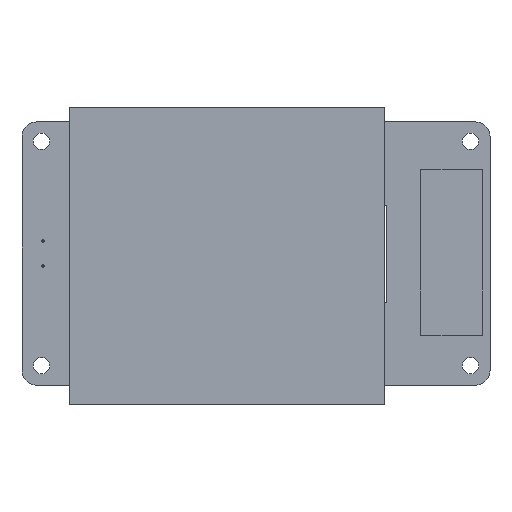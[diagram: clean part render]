
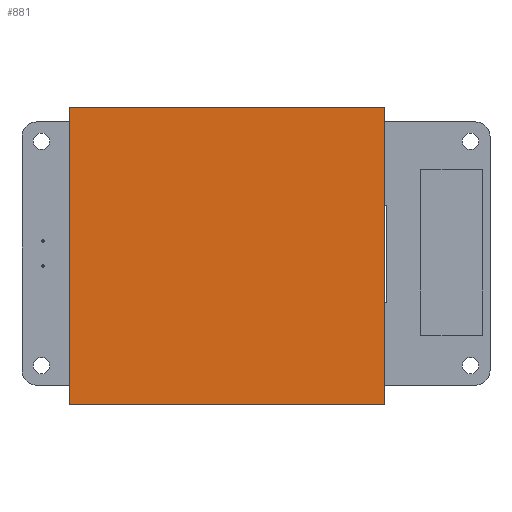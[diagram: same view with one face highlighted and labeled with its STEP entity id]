
A CAD part, top view. The second image highlights one B-rep face of the part: STEP entity #881.
In plain terms, the highlighted planar face has unit normal (0, 0, 1).
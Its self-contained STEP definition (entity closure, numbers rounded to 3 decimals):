
#86=PLANE('',#995);
#130=FACE_OUTER_BOUND('',#196,.T.);
#196=EDGE_LOOP('',(#808,#809,#810,#811));
#274=LINE('',#1469,#360);
#277=LINE('',#1475,#363);
#280=LINE('',#1481,#366);
#283=LINE('',#1485,#369);
#360=VECTOR('',#1221,10.);
#363=VECTOR('',#1226,10.);
#366=VECTOR('',#1231,10.);
#369=VECTOR('',#1236,10.);
#468=VERTEX_POINT('',#1466);
#469=VERTEX_POINT('',#1468);
#471=VERTEX_POINT('',#1474);
#473=VERTEX_POINT('',#1480);
#578=EDGE_CURVE('',#469,#468,#274,.T.);
#581=EDGE_CURVE('',#471,#469,#277,.T.);
#584=EDGE_CURVE('',#473,#471,#280,.T.);
#587=EDGE_CURVE('',#468,#473,#283,.T.);
#808=ORIENTED_EDGE('',*,*,#587,.T.);
#809=ORIENTED_EDGE('',*,*,#584,.T.);
#810=ORIENTED_EDGE('',*,*,#581,.T.);
#811=ORIENTED_EDGE('',*,*,#578,.T.);
#881=ADVANCED_FACE('',(#130),#86,.T.);
#995=AXIS2_PLACEMENT_3D('',#1486,#1237,#1238);
#1221=DIRECTION('',(-1.,0.,0.));
#1226=DIRECTION('',(0.,1.,0.));
#1231=DIRECTION('',(1.,0.,0.));
#1236=DIRECTION('',(0.,-1.,0.));
#1237=DIRECTION('center_axis',(0.,0.,1.));
#1238=DIRECTION('ref_axis',(1.,0.,0.));
#1466=CARTESIAN_POINT('',(-11.43,64.77,0.1));
#1468=CARTESIAN_POINT('',(49.53,64.77,0.1));
#1469=CARTESIAN_POINT('',(49.53,64.77,0.1));
#1474=CARTESIAN_POINT('',(49.53,0.,0.1));
#1475=CARTESIAN_POINT('',(49.53,0.,0.1));
#1480=CARTESIAN_POINT('',(-11.43,0.,0.1));
#1481=CARTESIAN_POINT('',(-11.43,0.,0.1));
#1485=CARTESIAN_POINT('',(-11.43,64.77,0.1));
#1486=CARTESIAN_POINT('Origin',(19.05,32.385,0.1));
